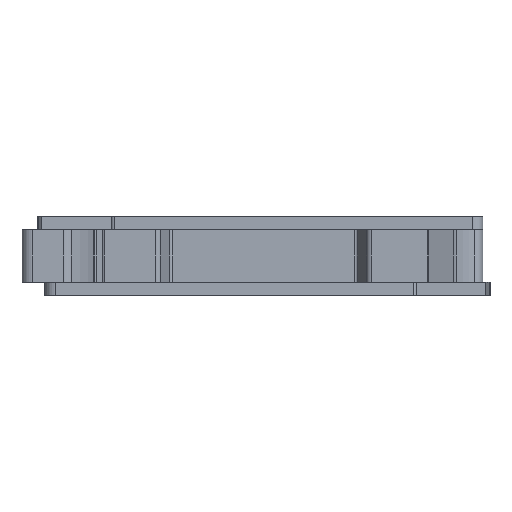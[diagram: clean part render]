
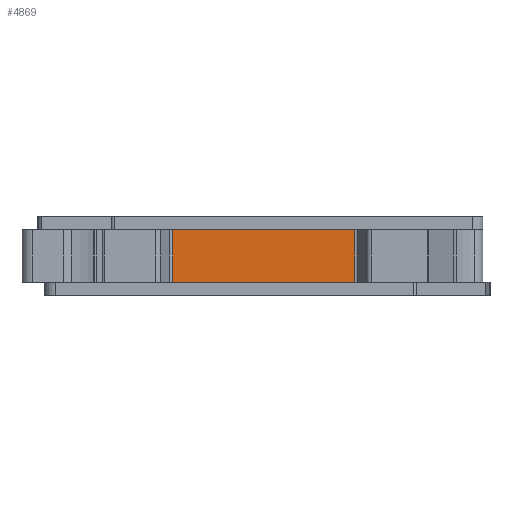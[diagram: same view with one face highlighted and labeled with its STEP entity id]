
A CAD part, front view. The second image highlights one B-rep face of the part: STEP entity #4869.
In plain terms, the highlighted planar face has unit normal (0, -1, 0).
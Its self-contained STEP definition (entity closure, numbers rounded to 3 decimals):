
#462=FACE_OUTER_BOUND('',#707,.T.);
#707=EDGE_LOOP('',(#3772,#3773,#3774,#3775));
#1100=LINE('',#7500,#1606);
#1101=LINE('',#7505,#1607);
#1172=LINE('',#7733,#1678);
#1195=LINE('',#7783,#1701);
#1606=VECTOR('',#6056,5.);
#1607=VECTOR('',#6061,5.);
#1678=VECTOR('',#6266,17.492);
#1701=VECTOR('',#6325,17.492);
#2072=VERTEX_POINT('',#7497);
#2073=VERTEX_POINT('',#7499);
#2074=VERTEX_POINT('',#7503);
#2075=VERTEX_POINT('',#7504);
#2625=EDGE_CURVE('',#2072,#2073,#1100,.F.);
#2627=EDGE_CURVE('',#2074,#2075,#1101,.T.);
#2738=EDGE_CURVE('',#2075,#2072,#1172,.F.);
#2766=EDGE_CURVE('',#2073,#2074,#1195,.T.);
#3772=ORIENTED_EDGE('',*,*,#2625,.F.);
#3773=ORIENTED_EDGE('',*,*,#2738,.F.);
#3774=ORIENTED_EDGE('',*,*,#2627,.F.);
#3775=ORIENTED_EDGE('',*,*,#2766,.F.);
#4420=PLANE('',#5240);
#4869=ADVANCED_FACE('',(#462),#4420,.F.);
#5240=AXIS2_PLACEMENT_3D('',#7782,#6323,#6324);
#6056=DIRECTION('',(0.,0.,1.));
#6061=DIRECTION('',(0.,0.,1.));
#6266=DIRECTION('',(-1.,0.,0.));
#6323=DIRECTION('center_axis',(0.,1.,0.));
#6324=DIRECTION('ref_axis',(0.,0.,1.));
#6325=DIRECTION('',(-1.,0.,0.));
#7497=CARTESIAN_POINT('',(8.746,-9.001,2.5));
#7499=CARTESIAN_POINT('',(8.746,-9.001,-2.5));
#7500=CARTESIAN_POINT('',(8.746,-9.001,-2.5));
#7503=CARTESIAN_POINT('',(-8.746,-9.001,-2.5));
#7504=CARTESIAN_POINT('',(-8.746,-9.001,2.5));
#7505=CARTESIAN_POINT('',(-8.746,-9.001,-2.5));
#7733=CARTESIAN_POINT('',(8.746,-9.001,2.5));
#7782=CARTESIAN_POINT('Origin',(-8.746,-9.001,2.5));
#7783=CARTESIAN_POINT('',(8.746,-9.001,-2.5));
